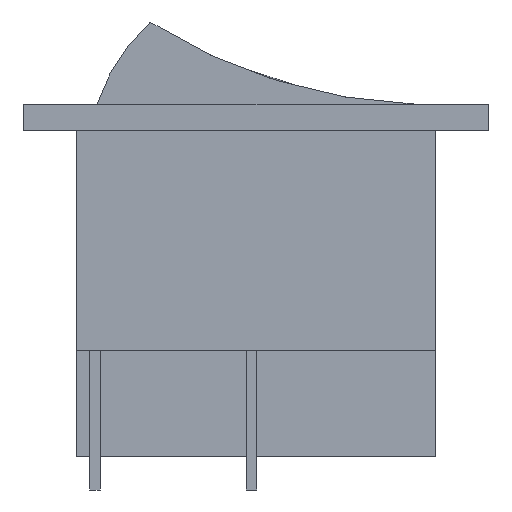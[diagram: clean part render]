
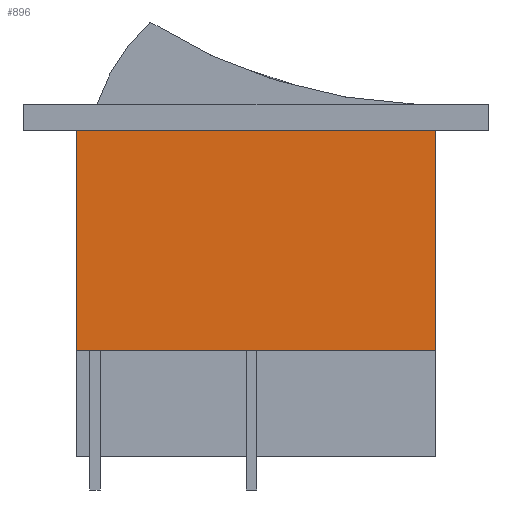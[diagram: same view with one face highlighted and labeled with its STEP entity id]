
A CAD part, left-side view. The second image highlights one B-rep face of the part: STEP entity #896.
In plain terms, the highlighted planar face has unit normal (-1, 0, 0).
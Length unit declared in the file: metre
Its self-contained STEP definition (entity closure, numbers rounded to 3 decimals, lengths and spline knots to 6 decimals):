
#18=PLANE('',#1170);
#119=ORIENTED_EDGE('',*,*,#344,.F.);
#120=ORIENTED_EDGE('',*,*,#339,.F.);
#121=ORIENTED_EDGE('',*,*,#345,.T.);
#122=ORIENTED_EDGE('',*,*,#346,.T.);
#339=EDGE_CURVE('',#451,#452,#529,.T.);
#344=EDGE_CURVE('',#452,#455,#534,.T.);
#345=EDGE_CURVE('',#451,#456,#535,.T.);
#346=EDGE_CURVE('',#456,#455,#536,.T.);
#451=VERTEX_POINT('',#1556);
#452=VERTEX_POINT('',#1558);
#455=VERTEX_POINT('',#1568);
#456=VERTEX_POINT('',#1570);
#529=LINE('',#1557,#620);
#534=LINE('',#1567,#625);
#535=LINE('',#1569,#626);
#536=LINE('',#1571,#627);
#620=VECTOR('',#1287,1.);
#625=VECTOR('',#1296,1.);
#626=VECTOR('',#1297,1.);
#627=VECTOR('',#1298,1.);
#692=EDGE_LOOP('',(#119,#120,#121,#122));
#773=FACE_BOUND('',#692,.T.);
#896=ADVANCED_FACE('',(#773),#18,.T.);
#1170=AXIS2_PLACEMENT_3D('',#1566,#1294,#1295);
#1287=DIRECTION('',(0.,1.,0.));
#1294=DIRECTION('',(-1.,0.,0.));
#1295=DIRECTION('',(0.,0.,1.));
#1296=DIRECTION('',(0.,0.,1.));
#1297=DIRECTION('',(0.,0.,1.));
#1298=DIRECTION('',(0.,1.,0.));
#1556=CARTESIAN_POINT('',(-0.01075,-0.0271,-0.0083));
#1557=CARTESIAN_POINT('',(-0.01075,-0.0271,-0.0083));
#1558=CARTESIAN_POINT('',(-0.01075,0.,-0.0083));
#1566=CARTESIAN_POINT('',(-0.01075,-0.0271,0.));
#1567=CARTESIAN_POINT('',(-0.01075,0.,0.));
#1568=CARTESIAN_POINT('',(-0.01075,0.,0.0083));
#1569=CARTESIAN_POINT('',(-0.01075,-0.0271,0.));
#1570=CARTESIAN_POINT('',(-0.01075,-0.0271,0.0083));
#1571=CARTESIAN_POINT('',(-0.01075,-0.0271,0.0083));
